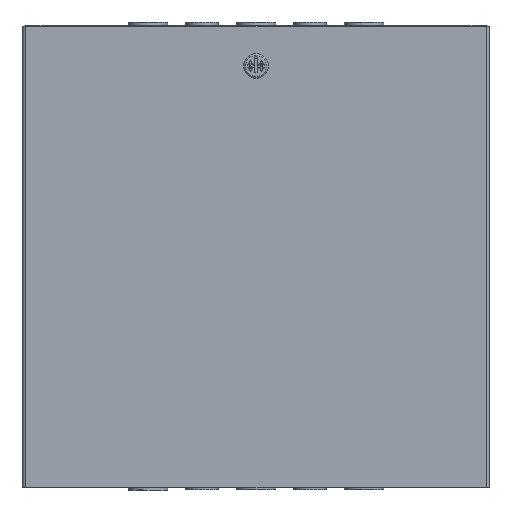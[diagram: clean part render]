
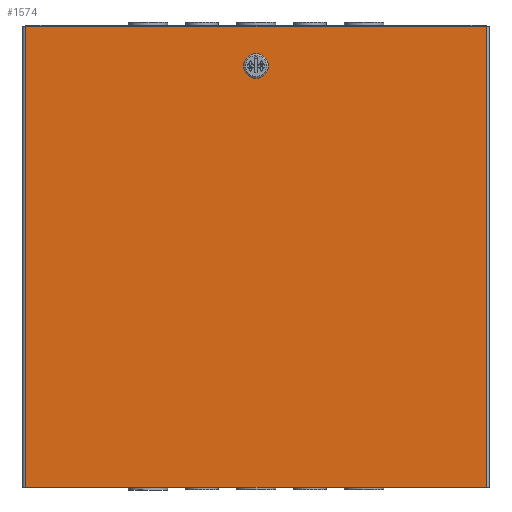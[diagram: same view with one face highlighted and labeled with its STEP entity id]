
A CAD part, front view. The second image highlights one B-rep face of the part: STEP entity #1574.
In plain terms, the highlighted planar face has unit normal (0, -1, 0).
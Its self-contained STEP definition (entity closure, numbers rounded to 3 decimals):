
#1574 = ADVANCED_FACE( '', ( #3319, #3320 ), #3321, .T. );
#3319 = FACE_BOUND( '', #5124, .T. );
#3320 = FACE_OUTER_BOUND( '', #5125, .T. );
#3321 = PLANE( '', #5126 );
#5124 = EDGE_LOOP( '', ( #9193, #9194, #9195, #9196 ) );
#5125 = EDGE_LOOP( '', ( #9197, #9198, #9199, #9200 ) );
#5126 = AXIS2_PLACEMENT_3D( '', #9201, #9202, #9203 );
#9193 = ORIENTED_EDGE( '', *, *, #11001, .F. );
#9194 = ORIENTED_EDGE( '', *, *, #10851, .F. );
#9195 = ORIENTED_EDGE( '', *, *, #10683, .F. );
#9196 = ORIENTED_EDGE( '', *, *, #10634, .F. );
#9197 = ORIENTED_EDGE( '', *, *, #11269, .T. );
#9198 = ORIENTED_EDGE( '', *, *, #9974, .T. );
#9199 = ORIENTED_EDGE( '', *, *, #10870, .T. );
#9200 = ORIENTED_EDGE( '', *, *, #9898, .T. );
#9201 = CARTESIAN_POINT( '', ( 0., 0., 0. ) );
#9202 = DIRECTION( '', ( 0., -1., 0. ) );
#9203 = DIRECTION( '', ( 0., 0., -1. ) );
#9898 = EDGE_CURVE( '', #11585, #11586, #11587, .T. );
#9974 = EDGE_CURVE( '', #11717, #11718, #11719, .T. );
#10634 = EDGE_CURVE( '', #12781, #12783, #12784, .T. );
#10683 = EDGE_CURVE( '', #12783, #12854, #12855, .T. );
#10851 = EDGE_CURVE( '', #12854, #13090, #13091, .T. );
#10870 = EDGE_CURVE( '', #11718, #11585, #13115, .T. );
#11001 = EDGE_CURVE( '', #13090, #12781, #13293, .T. );
#11269 = EDGE_CURVE( '', #11586, #11717, #13616, .T. );
#11585 = VERTEX_POINT( '', #14021 );
#11586 = VERTEX_POINT( '', #14022 );
#11587 = LINE( '', #14023, #14024 );
#11717 = VERTEX_POINT( '', #14194 );
#11718 = VERTEX_POINT( '', #14195 );
#11719 = LINE( '', #14196, #14197 );
#12781 = VERTEX_POINT( '', #15944 );
#12783 = VERTEX_POINT( '', #15947 );
#12784 = LINE( '', #15948, #15949 );
#12854 = VERTEX_POINT( '', #16049 );
#12855 = CIRCLE( '', #16050, 9.716 );
#13090 = VERTEX_POINT( '', #16456 );
#13091 = LINE( '', #16457, #16458 );
#13115 = LINE( '', #16493, #16494 );
#13293 = CIRCLE( '', #16779, 9.716 );
#13616 = LINE( '', #17291, #17292 );
#14021 = CARTESIAN_POINT( '', ( 203.149, 0., -203.2 ) );
#14022 = CARTESIAN_POINT( '', ( 203.149, 0., 203.2 ) );
#14023 = CARTESIAN_POINT( '', ( 203.149, 0., -203.2 ) );
#14024 = VECTOR( '', #17527, 1000. );
#14194 = CARTESIAN_POINT( '', ( -203.149, 0., 203.2 ) );
#14195 = CARTESIAN_POINT( '', ( -203.149, 0., -203.2 ) );
#14196 = CARTESIAN_POINT( '', ( -203.149, 0., 203.2 ) );
#14197 = VECTOR( '', #17618, 1000. );
#15944 = CARTESIAN_POINT( '', ( -5.322, 0., 160.147 ) );
#15947 = CARTESIAN_POINT( '', ( 5.322, 0., 160.147 ) );
#15948 = CARTESIAN_POINT( '', ( -5.322, 0., 160.147 ) );
#15949 = VECTOR( '', #18326, 1000. );
#16049 = CARTESIAN_POINT( '', ( 5.322, 0., 176.403 ) );
#16050 = AXIS2_PLACEMENT_3D( '', #18366, #18367, #18368 );
#16456 = CARTESIAN_POINT( '', ( -5.322, 0., 176.403 ) );
#16457 = CARTESIAN_POINT( '', ( -5.322, 0., 176.403 ) );
#16458 = VECTOR( '', #18524, 1000. );
#16493 = CARTESIAN_POINT( '', ( -205.486, 0., -203.2 ) );
#16494 = VECTOR( '', #18539, 1000. );
#16779 = AXIS2_PLACEMENT_3D( '', #18673, #18674, #18675 );
#17291 = CARTESIAN_POINT( '', ( 205.486, 0., 203.2 ) );
#17292 = VECTOR( '', #18882, 1000. );
#17527 = DIRECTION( '', ( 0., 0., 1. ) );
#17618 = DIRECTION( '', ( 0., 0., -1. ) );
#18326 = DIRECTION( '', ( 1., 0., 0. ) );
#18366 = CARTESIAN_POINT( '', ( 0., 0., 168.275 ) );
#18367 = DIRECTION( '', ( 0., -1., 0. ) );
#18368 = DIRECTION( '', ( 0., 0., 1. ) );
#18524 = DIRECTION( '', ( -1., 0., 0. ) );
#18539 = DIRECTION( '', ( 1., 0., 0. ) );
#18673 = CARTESIAN_POINT( '', ( 0., 0., 168.275 ) );
#18674 = DIRECTION( '', ( 0., -1., 0. ) );
#18675 = DIRECTION( '', ( 0., 0., 1. ) );
#18882 = DIRECTION( '', ( -1., 0., 0. ) );
